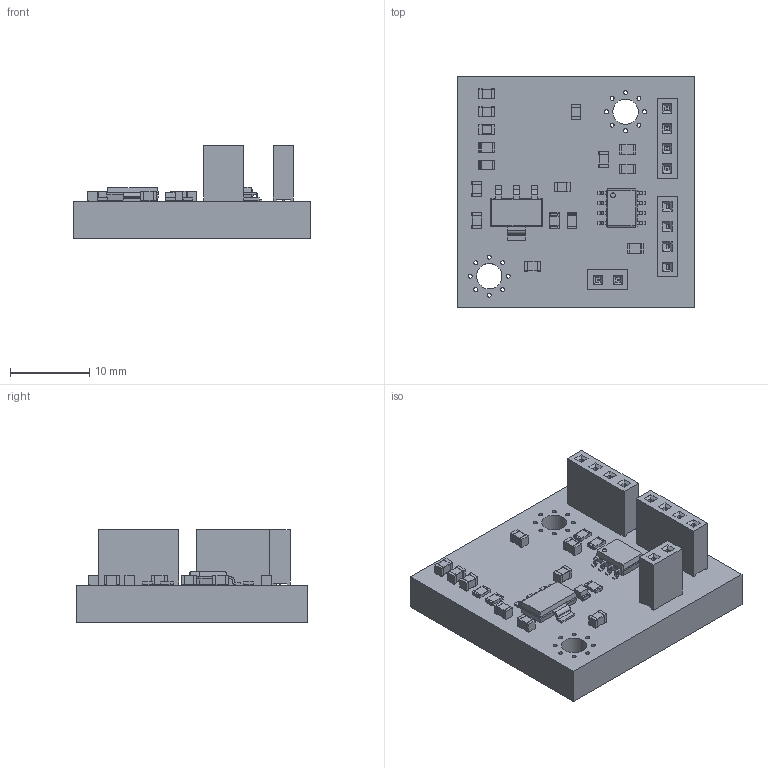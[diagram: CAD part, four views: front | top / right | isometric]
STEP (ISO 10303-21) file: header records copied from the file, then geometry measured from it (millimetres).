
FILE_DESCRIPTION(('KiCad electronic assembly'),'2;1');
FILE_NAME('PRJ.step','2023-08-28T17:24:03',('Pcbnew'),('Kicad'), 'Open CASCADE STEP processor 7.7','KiCad to STEP converter','Unknown' );
FILE_SCHEMA(('AUTOMOTIVE_DESIGN { 1 0 10303 214 1 1 1 1 }'));
Length unit declared in the file: millimetre
Products named in the file (16): PRJ 1; R_0805_2012Metric; SOLID; C_0805_2012Metric; PinSocket_1x04_P2.54mm_Vertical; PinSocket_1x02_P2.54mm_Vertical; SOT-223; SOIC-8_3.9x4.9mm_P1.27mm; LED_0805_2012Metric; PRJ PCB
Assembly tree (29 placements, depth 3):
  PRJ 1
    R_0805_2012Metric  x6
      SOLID
    C_0805_2012Metric  x9
      SOLID
    PinSocket_1x04_P2.54mm_Vertical  x2
      SOLID
    PinSocket_1x02_P2.54mm_Vertical
      SOLID
    SOT-223
      SOLID
    SOIC-8_3.9x4.9mm_P1.27mm
      SOLID
    LED_0805_2012Metric
      SOLID
    PRJ PCB
Bounding box: 30 x 29.25 x 11.72 mm (x, y, z)
Volume: 4498.3 mm3; surface area: 3769.5 mm2
Topology: 22 solids, 22 shells, 1066 faces, 2760 edges, 1788 vertices
Faces by surface type: plane 777, cylinder 241, bspline 48
Full cylindrical faces by diameter (mm): 0.5 x16, 0.6 x1, 1 x10, 3.2 x2
Entity records: 41653 total; most frequent: CARTESIAN_POINT 7386, DIRECTION 5551, LINE 3934, VECTOR 3934, ORIENTED_EDGE 3000, PCURVE 3000, DEFINITIONAL_REPRESENTATION 3000, EDGE_CURVE 1500
